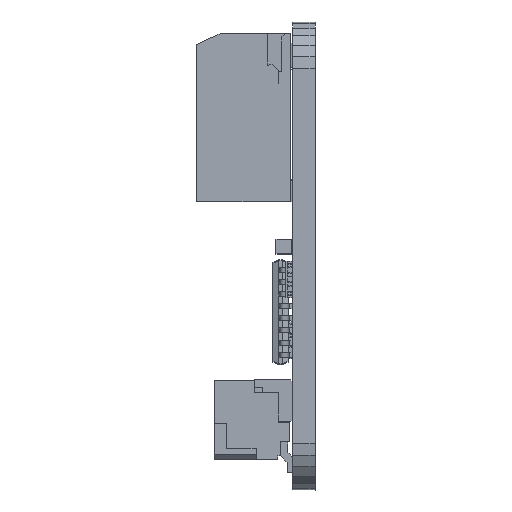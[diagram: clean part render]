
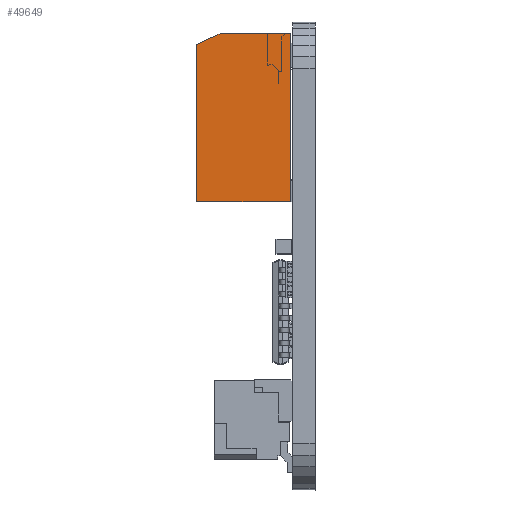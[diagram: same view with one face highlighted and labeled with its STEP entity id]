
A CAD part, left-side view. The second image highlights one B-rep face of the part: STEP entity #49649.
In plain terms, the highlighted planar face has unit normal (-1, 0, 0).
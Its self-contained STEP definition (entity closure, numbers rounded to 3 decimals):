
#1079 = DIRECTION ( 'NONE',  ( 1., 0., 0. ) ) ;
#3167 = VERTEX_POINT ( 'NONE', #39046 ) ;
#3989 = CARTESIAN_POINT ( 'NONE',  ( 0., 2.5, 0. ) ) ;
#4659 = DIRECTION ( 'NONE',  ( 0., 0., -1. ) ) ;
#4755 = ORIENTED_EDGE ( 'NONE', *, *, #54285, .F. ) ;
#7752 = EDGE_CURVE ( 'NONE', #21791, #51964, #35277, .T. ) ;
#7951 = LINE ( 'NONE', #21267, #52522 ) ;
#8483 = VECTOR ( 'NONE', #39088, 1000. ) ;
#13302 = CARTESIAN_POINT ( 'NONE',  ( 0., 0., -4.5 ) ) ;
#13666 = CARTESIAN_POINT ( 'NONE',  ( 0., 2.5, -4.5 ) ) ;
#15729 = ORIENTED_EDGE ( 'NONE', *, *, #48034, .F. ) ;
#15939 = CARTESIAN_POINT ( 'NONE',  ( 0., 4.35, -0.303 ) ) ;
#16981 = EDGE_LOOP ( 'NONE', ( #51675, #44651, #54383, #4755, #15729 ) ) ;
#17041 = VERTEX_POINT ( 'NONE', #20785 ) ;
#19045 = EDGE_CURVE ( 'NONE', #51964, #49057, #54408, .T. ) ;
#20785 = CARTESIAN_POINT ( 'NONE',  ( 0., 0., -9. ) ) ;
#21267 = CARTESIAN_POINT ( 'NONE',  ( 0., 2.5, -9. ) ) ;
#21791 = VERTEX_POINT ( 'NONE', #55286 ) ;
#22297 = CARTESIAN_POINT ( 'NONE',  ( 0., 5., -4.803 ) ) ;
#25832 = CARTESIAN_POINT ( 'NONE',  ( 0., 0., 0. ) ) ;
#25993 = DIRECTION ( 'NONE',  ( 0., 1., 0. ) ) ;
#26018 = FACE_OUTER_BOUND ( 'NONE', #16981, .T. ) ;
#30552 = PLANE ( 'NONE',  #53052 ) ;
#30999 = LINE ( 'NONE', #13302, #41778 ) ;
#33679 = LINE ( 'NONE', #22297, #49189 ) ;
#35277 = LINE ( 'NONE', #15939, #45389 ) ;
#38770 = CARTESIAN_POINT ( 'NONE',  ( 0., 3.7, 0. ) ) ;
#39046 = CARTESIAN_POINT ( 'NONE',  ( 0., 5., -9. ) ) ;
#39088 = DIRECTION ( 'NONE',  ( 0., -1., 0. ) ) ;
#40111 = DIRECTION ( 'NONE',  ( 0., 0., 1. ) ) ;
#41778 = VECTOR ( 'NONE', #52213, 1000. ) ;
#44651 = ORIENTED_EDGE ( 'NONE', *, *, #7752, .F. ) ;
#45389 = VECTOR ( 'NONE', #51084, 1000. ) ;
#48034 = EDGE_CURVE ( 'NONE', #49057, #17041, #30999, .T. ) ;
#48713 = EDGE_CURVE ( 'NONE', #3167, #21791, #33679, .T. ) ;
#49057 = VERTEX_POINT ( 'NONE', #25832 ) ;
#49189 = VECTOR ( 'NONE', #40111, 1000. ) ;
#49649 = ADVANCED_FACE ( 'NONE', ( #26018 ), #30552, .F. ) ;
#51084 = DIRECTION ( 'NONE',  ( 0., -0.906, 0.423 ) ) ;
#51675 = ORIENTED_EDGE ( 'NONE', *, *, #19045, .F. ) ;
#51964 = VERTEX_POINT ( 'NONE', #38770 ) ;
#52213 = DIRECTION ( 'NONE',  ( 0., 0., -1. ) ) ;
#52522 = VECTOR ( 'NONE', #25993, 1000. ) ;
#53052 = AXIS2_PLACEMENT_3D ( 'NONE', #13666, #1079, #4659 ) ;
#54285 = EDGE_CURVE ( 'NONE', #17041, #3167, #7951, .T. ) ;
#54383 = ORIENTED_EDGE ( 'NONE', *, *, #48713, .F. ) ;
#54408 = LINE ( 'NONE', #3989, #8483 ) ;
#55286 = CARTESIAN_POINT ( 'NONE',  ( 0., 5., -0.606 ) ) ;
